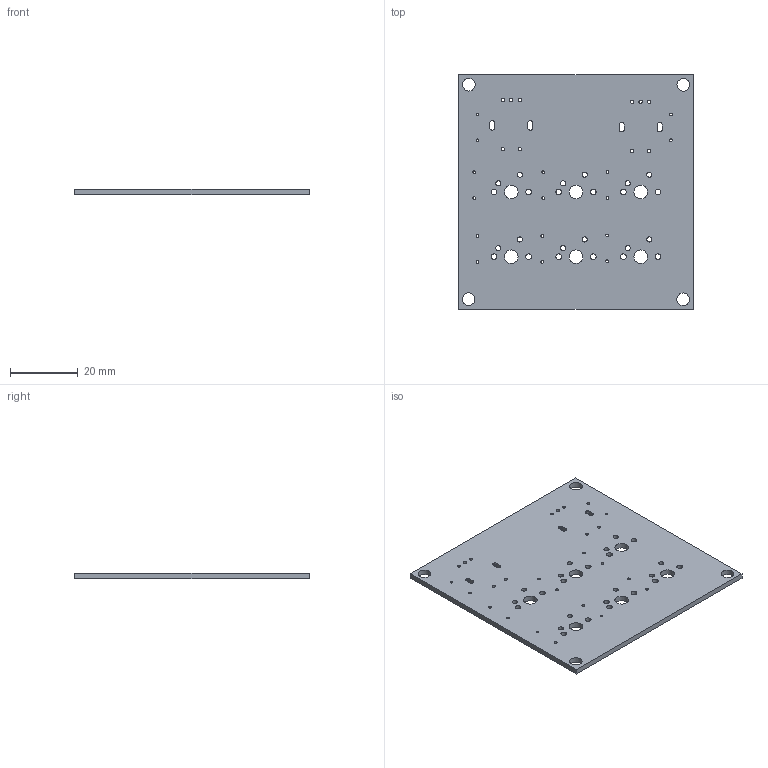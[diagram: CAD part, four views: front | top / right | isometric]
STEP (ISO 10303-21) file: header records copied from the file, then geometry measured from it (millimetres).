
FILE_DESCRIPTION(('KiCad electronic assembly'),'2;1');
FILE_NAME('MacropadPCB.step','2024-03-03T10:49:12',('Pcbnew'),('Kicad'), 'Open CASCADE STEP processor 7.7','KiCad to STEP converter','Unknown' );
FILE_SCHEMA(('AUTOMOTIVE_DESIGN { 1 0 10303 214 1 1 1 1 }'));
Length unit declared in the file: millimetre
Products named in the file (2): MacropadPCB 1; MacropadPCB PCB
Assembly tree (1 placements, depth 2):
  MacropadPCB 1
    MacropadPCB PCB
Bounding box: 69.08 x 69.15 x 1.6 mm (x, y, z)
Volume: 7326.4 mm3; surface area: 10149.7 mm2
Topology: 1 solids, 1 shells, 186 faces, 552 edges, 368 vertices
Faces by surface type: plane 126, cylinder 60
Full cylindrical faces by diameter (mm): 0.8 x16, 1 x10, 1.5 x12, 1.7 x12, 3.7 x4, 4 x6
Entity records: 13817 total; most frequent: CARTESIAN_POINT 3172, DIRECTION 1792, LINE 1176, VECTOR 1176, ORIENTED_EDGE 1104, PCURVE 1104, DEFINITIONAL_REPRESENTATION 1104, EDGE_CURVE 552
